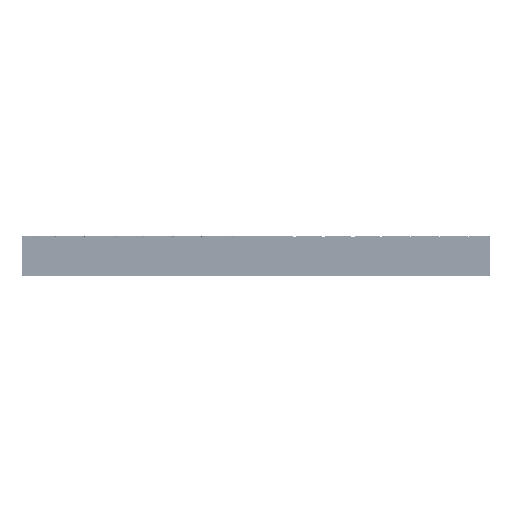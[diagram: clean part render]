
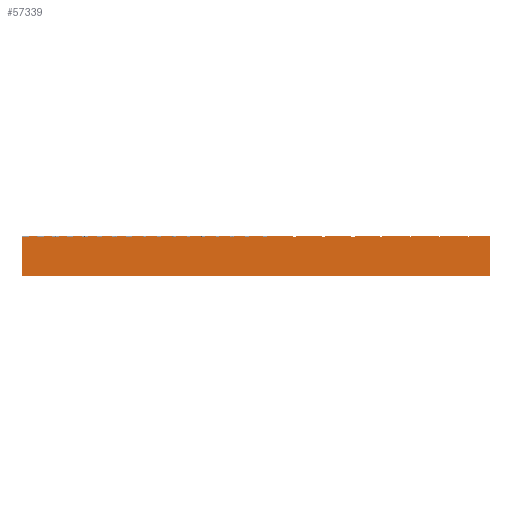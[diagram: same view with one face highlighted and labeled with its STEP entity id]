
A CAD part, left-side view. The second image highlights one B-rep face of the part: STEP entity #57339.
In plain terms, the highlighted planar face has unit normal (-1, 0, 0).
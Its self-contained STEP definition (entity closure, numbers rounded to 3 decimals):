
#5290 = VERTEX_POINT ( 'NONE', #32740 ) ;
#7483 = PLANE ( 'NONE',  #80508 ) ;
#12324 = VECTOR ( 'NONE', #66300, 1000. ) ;
#18642 = ORIENTED_EDGE ( 'NONE', *, *, #57495, .F. ) ;
#19605 = DIRECTION ( 'NONE',  ( 1., 0., 0. ) ) ;
#21417 = DIRECTION ( 'NONE',  ( 0., -1., 0. ) ) ;
#23646 = CARTESIAN_POINT ( 'NONE',  ( -600., 600., 0. ) ) ;
#27074 = VERTEX_POINT ( 'NONE', #63391 ) ;
#29368 = LINE ( 'NONE', #73956, #61574 ) ;
#30951 = ORIENTED_EDGE ( 'NONE', *, *, #122212, .T. ) ;
#32740 = CARTESIAN_POINT ( 'NONE',  ( -600., -600., 100. ) ) ;
#34656 = VECTOR ( 'NONE', #132088, 1000. ) ;
#38428 = LINE ( 'NONE', #119932, #34656 ) ;
#38910 = VERTEX_POINT ( 'NONE', #23646 ) ;
#48926 = VECTOR ( 'NONE', #21417, 1000. ) ;
#57339 = ADVANCED_FACE ( 'NONE', ( #149909 ), #7483, .F. ) ;
#57495 = EDGE_CURVE ( 'NONE', #27074, #5290, #38428, .T. ) ;
#61574 = VECTOR ( 'NONE', #146785, 1000. ) ;
#63391 = CARTESIAN_POINT ( 'NONE',  ( -600., 600., 100. ) ) ;
#66300 = DIRECTION ( 'NONE',  ( 0., 0., -1. ) ) ;
#73956 = CARTESIAN_POINT ( 'NONE',  ( -600., -600., 100. ) ) ;
#77897 = EDGE_CURVE ( 'NONE', #27074, #38910, #140892, .T. ) ;
#78794 = EDGE_CURVE ( 'NONE', #5290, #89373, #29368, .T. ) ;
#80508 = AXIS2_PLACEMENT_3D ( 'NONE', #92033, #19605, #104160 ) ;
#83474 = EDGE_LOOP ( 'NONE', ( #30951, #105509, #18642, #156226 ) ) ;
#89373 = VERTEX_POINT ( 'NONE', #140306 ) ;
#92033 = CARTESIAN_POINT ( 'NONE',  ( -600., 600., 100. ) ) ;
#104160 = DIRECTION ( 'NONE',  ( 0., 1., 0. ) ) ;
#105509 = ORIENTED_EDGE ( 'NONE', *, *, #78794, .F. ) ;
#105963 = CARTESIAN_POINT ( 'NONE',  ( -600., 600., 0. ) ) ;
#119932 = CARTESIAN_POINT ( 'NONE',  ( -600., 600., 100. ) ) ;
#122212 = EDGE_CURVE ( 'NONE', #38910, #89373, #141477, .T. ) ;
#132088 = DIRECTION ( 'NONE',  ( 0., -1., 0. ) ) ;
#138587 = CARTESIAN_POINT ( 'NONE',  ( -600., 600., 100. ) ) ;
#140306 = CARTESIAN_POINT ( 'NONE',  ( -600., -600., 0. ) ) ;
#140892 = LINE ( 'NONE', #138587, #12324 ) ;
#141477 = LINE ( 'NONE', #105963, #48926 ) ;
#146785 = DIRECTION ( 'NONE',  ( 0., 0., -1. ) ) ;
#149909 = FACE_OUTER_BOUND ( 'NONE', #83474, .T. ) ;
#156226 = ORIENTED_EDGE ( 'NONE', *, *, #77897, .T. ) ;
